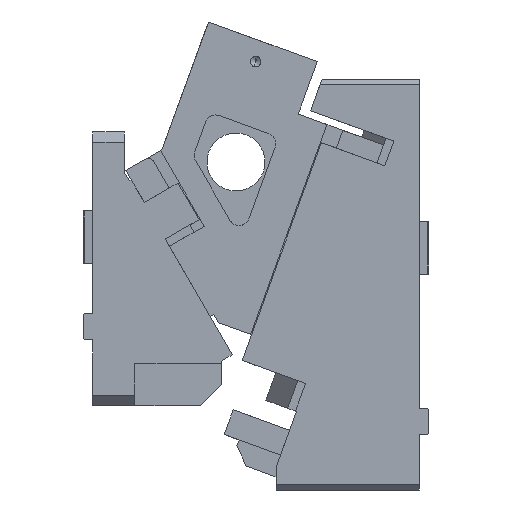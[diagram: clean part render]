
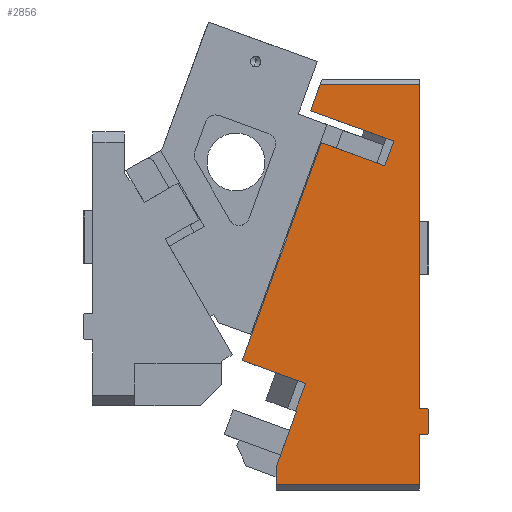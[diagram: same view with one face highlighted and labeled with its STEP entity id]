
A CAD part, left-side view. The second image highlights one B-rep face of the part: STEP entity #2856.
In plain terms, the highlighted planar face has unit normal (-1, 0, 0).
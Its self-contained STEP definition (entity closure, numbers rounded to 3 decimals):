
#407=CARTESIAN_POINT('Vertex',(-75.,-148.442,-40.587)) ;
#410=CARTESIAN_POINT('Line Origine',(-75.,-148.442,-194.337)) ;
#414=CARTESIAN_POINT('Vertex',(-75.,-148.442,-348.087)) ;
#1340=CARTESIAN_POINT('Line Origine',(-75.,-10.416,-313.467)) ;
#1344=CARTESIAN_POINT('Vertex',(-75.,-40.486,-324.412)) ;
#1346=CARTESIAN_POINT('Vertex',(-75.,19.654,-302.522)) ;
#1368=CARTESIAN_POINT('Line Origine',(-75.,-17.968,-199.156)) ;
#1372=CARTESIAN_POINT('Vertex',(-75.,-55.59,-95.79)) ;
#1391=CARTESIAN_POINT('Vertex',(-75.,-115.731,-117.679)) ;
#1394=CARTESIAN_POINT('Line Origine',(-75.,-85.661,-106.735)) ;
#1408=CARTESIAN_POINT('Line Origine',(-75.,-120.006,-105.933)) ;
#1412=CARTESIAN_POINT('Vertex',(-75.,-124.281,-94.187)) ;
#1424=CARTESIAN_POINT('Vertex',(-75.,-30.91,-350.723)) ;
#1427=CARTESIAN_POINT('Line Origine',(-75.,-35.698,-337.567)) ;
#1453=CARTESIAN_POINT('Line Origine',(-75.,-84.814,-79.822)) ;
#1457=CARTESIAN_POINT('Vertex',(-75.,-45.347,-65.457)) ;
#1518=CARTESIAN_POINT('Vertex',(-75.,-31.849,-351.065)) ;
#1521=CARTESIAN_POINT('Line Origine',(-75.,-31.38,-350.894)) ;
#1677=CARTESIAN_POINT('Line Origine',(-75.,-80.442,-420.587)) ;
#1681=CARTESIAN_POINT('Vertex',(-75.,-12.442,-420.587)) ;
#1683=CARTESIAN_POINT('Vertex',(-75.,-148.442,-420.587)) ;
#2337=CARTESIAN_POINT('Line Origine',(-75.,-12.442,-412.486)) ;
#2341=CARTESIAN_POINT('Vertex',(-75.,-12.442,-404.385)) ;
#2461=CARTESIAN_POINT('Line Origine',(-75.,-22.146,-377.725)) ;
#2635=CARTESIAN_POINT('Vertex',(-75.,-148.442,-373.087)) ;
#2638=CARTESIAN_POINT('Line Origine',(-75.,-148.442,-396.837)) ;
#2666=CARTESIAN_POINT('Line Origine',(-75.,-152.442,-373.087)) ;
#2670=CARTESIAN_POINT('Vertex',(-75.,-156.442,-373.087)) ;
#2699=CARTESIAN_POINT('Line Origine',(-75.,-152.442,-348.087)) ;
#2703=CARTESIAN_POINT('Vertex',(-75.,-156.442,-348.087)) ;
#2729=CARTESIAN_POINT('Vertex',(-75.,-157.442,-349.087)) ;
#2737=CARTESIAN_POINT('Line Origine',(-75.,-156.942,-348.587)) ;
#2761=CARTESIAN_POINT('Line Origine',(-75.,-157.442,-360.587)) ;
#2765=CARTESIAN_POINT('Vertex',(-75.,-157.442,-372.087)) ;
#2806=CARTESIAN_POINT('Line Origine',(-75.,-156.942,-372.587)) ;
#2818=CARTESIAN_POINT('Axis2P3D Location',(-75.,35.729,-346.688)) ;
#2823=CARTESIAN_POINT('Line Origine',(-75.,-101.421,-40.587)) ;
#2827=CARTESIAN_POINT('Vertex',(-75.,-54.399,-40.587)) ;
#2830=CARTESIAN_POINT('Line Origine',(-75.,-49.873,-53.022)) ;
#411=DIRECTION('Vector Direction',(0.,0.,-1.)) ;
#1341=DIRECTION('Vector Direction',(0.,0.94,0.342)) ;
#1369=DIRECTION('Vector Direction',(0.,0.342,-0.94)) ;
#1395=DIRECTION('Vector Direction',(0.,0.94,0.342)) ;
#1409=DIRECTION('Vector Direction',(0.,-0.342,0.94)) ;
#1428=DIRECTION('Vector Direction',(0.,-0.342,0.94)) ;
#1454=DIRECTION('Vector Direction',(0.,-0.94,-0.342)) ;
#1522=DIRECTION('Vector Direction',(0.,-0.94,-0.342)) ;
#1678=DIRECTION('Vector Direction',(0.,-1.,0.)) ;
#2338=DIRECTION('Vector Direction',(0.,0.,-1.)) ;
#2462=DIRECTION('Vector Direction',(0.,-0.342,0.94)) ;
#2639=DIRECTION('Vector Direction',(0.,0.,-1.)) ;
#2667=DIRECTION('Vector Direction',(0.,-1.,0.)) ;
#2700=DIRECTION('Vector Direction',(0.,-1.,0.)) ;
#2738=DIRECTION('Vector Direction',(0.,-0.707,-0.707)) ;
#2762=DIRECTION('Vector Direction',(0.,0.,-1.)) ;
#2807=DIRECTION('Vector Direction',(0.,-0.707,0.707)) ;
#2819=DIRECTION('Axis2P3D Direction',(-1.,0.,0.)) ;
#2820=DIRECTION('Axis2P3D XDirection',(0.,0.,1.)) ;
#2824=DIRECTION('Vector Direction',(0.,1.,0.)) ;
#2831=DIRECTION('Vector Direction',(0.,-0.342,0.94)) ;
#2821=AXIS2_PLACEMENT_3D('Plane Axis2P3D',#2818,#2819,#2820) ;
#2836=ORIENTED_EDGE('',*,*,#2767,.F.) ;
#2837=ORIENTED_EDGE('',*,*,#2741,.F.) ;
#2838=ORIENTED_EDGE('',*,*,#2705,.F.) ;
#2839=ORIENTED_EDGE('',*,*,#416,.F.) ;
#2840=ORIENTED_EDGE('',*,*,#2829,.T.) ;
#2841=ORIENTED_EDGE('',*,*,#2834,.F.) ;
#2842=ORIENTED_EDGE('',*,*,#1459,.T.) ;
#2843=ORIENTED_EDGE('',*,*,#1414,.F.) ;
#2844=ORIENTED_EDGE('',*,*,#1398,.T.) ;
#2845=ORIENTED_EDGE('',*,*,#1374,.T.) ;
#2846=ORIENTED_EDGE('',*,*,#1348,.F.) ;
#2847=ORIENTED_EDGE('',*,*,#1431,.F.) ;
#2848=ORIENTED_EDGE('',*,*,#1525,.T.) ;
#2849=ORIENTED_EDGE('',*,*,#2465,.F.) ;
#2850=ORIENTED_EDGE('',*,*,#2343,.T.) ;
#2851=ORIENTED_EDGE('',*,*,#1685,.T.) ;
#2852=ORIENTED_EDGE('',*,*,#2642,.F.) ;
#2853=ORIENTED_EDGE('',*,*,#2672,.T.) ;
#2854=ORIENTED_EDGE('',*,*,#2810,.F.) ;
#412=VECTOR('Line Direction',#411,1.) ;
#1342=VECTOR('Line Direction',#1341,1.) ;
#1370=VECTOR('Line Direction',#1369,1.) ;
#1396=VECTOR('Line Direction',#1395,1.) ;
#1410=VECTOR('Line Direction',#1409,1.) ;
#1429=VECTOR('Line Direction',#1428,1.) ;
#1455=VECTOR('Line Direction',#1454,1.) ;
#1523=VECTOR('Line Direction',#1522,1.) ;
#1679=VECTOR('Line Direction',#1678,1.) ;
#2339=VECTOR('Line Direction',#2338,1.) ;
#2463=VECTOR('Line Direction',#2462,1.) ;
#2640=VECTOR('Line Direction',#2639,1.) ;
#2668=VECTOR('Line Direction',#2667,1.) ;
#2701=VECTOR('Line Direction',#2700,1.) ;
#2739=VECTOR('Line Direction',#2738,1.) ;
#2763=VECTOR('Line Direction',#2762,1.) ;
#2808=VECTOR('Line Direction',#2807,1.) ;
#2825=VECTOR('Line Direction',#2824,1.) ;
#2832=VECTOR('Line Direction',#2831,1.) ;
#2856=ADVANCED_FACE('CAM HOLDER',(#2855),#2822,.T.) ;
#416=EDGE_CURVE('',#408,#415,#413,.T.) ;
#1348=EDGE_CURVE('',#1345,#1347,#1343,.T.) ;
#1374=EDGE_CURVE('',#1373,#1347,#1371,.T.) ;
#1398=EDGE_CURVE('',#1392,#1373,#1397,.T.) ;
#1414=EDGE_CURVE('',#1392,#1413,#1411,.T.) ;
#1431=EDGE_CURVE('',#1425,#1345,#1430,.T.) ;
#1459=EDGE_CURVE('',#1458,#1413,#1456,.T.) ;
#1525=EDGE_CURVE('',#1425,#1519,#1524,.T.) ;
#1685=EDGE_CURVE('',#1682,#1684,#1680,.T.) ;
#2343=EDGE_CURVE('',#2342,#1682,#2340,.T.) ;
#2465=EDGE_CURVE('',#2342,#1519,#2464,.T.) ;
#2642=EDGE_CURVE('',#2636,#1684,#2641,.T.) ;
#2672=EDGE_CURVE('',#2636,#2671,#2669,.T.) ;
#2705=EDGE_CURVE('',#415,#2704,#2702,.T.) ;
#2741=EDGE_CURVE('',#2704,#2730,#2740,.T.) ;
#2767=EDGE_CURVE('',#2730,#2766,#2764,.T.) ;
#2810=EDGE_CURVE('',#2766,#2671,#2809,.F.) ;
#2829=EDGE_CURVE('',#408,#2828,#2826,.T.) ;
#2834=EDGE_CURVE('',#1458,#2828,#2833,.T.) ;
#2835=EDGE_LOOP('',(#2836,#2837,#2838,#2839,#2840,#2841,#2842,#2843,#2844,#2845,#2846,#2847,#2848,#2849,#2850,#2851,#2852,#2853,#2854)) ;
#2855=FACE_OUTER_BOUND('',#2835,.T.) ;
#413=LINE('Line',#410,#412) ;
#1343=LINE('Line',#1340,#1342) ;
#1371=LINE('Line',#1368,#1370) ;
#1397=LINE('Line',#1394,#1396) ;
#1411=LINE('Line',#1408,#1410) ;
#1430=LINE('Line',#1427,#1429) ;
#1456=LINE('Line',#1453,#1455) ;
#1524=LINE('Line',#1521,#1523) ;
#1680=LINE('Line',#1677,#1679) ;
#2340=LINE('Line',#2337,#2339) ;
#2464=LINE('Line',#2461,#2463) ;
#2641=LINE('Line',#2638,#2640) ;
#2669=LINE('Line',#2666,#2668) ;
#2702=LINE('Line',#2699,#2701) ;
#2740=LINE('Line',#2737,#2739) ;
#2764=LINE('Line',#2761,#2763) ;
#2809=LINE('Line',#2806,#2808) ;
#2826=LINE('Line',#2823,#2825) ;
#2833=LINE('Line',#2830,#2832) ;
#2822=PLANE('Plane',#2821) ;
#408=VERTEX_POINT('',#407) ;
#415=VERTEX_POINT('',#414) ;
#1345=VERTEX_POINT('',#1344) ;
#1347=VERTEX_POINT('',#1346) ;
#1373=VERTEX_POINT('',#1372) ;
#1392=VERTEX_POINT('',#1391) ;
#1413=VERTEX_POINT('',#1412) ;
#1425=VERTEX_POINT('',#1424) ;
#1458=VERTEX_POINT('',#1457) ;
#1519=VERTEX_POINT('',#1518) ;
#1682=VERTEX_POINT('',#1681) ;
#1684=VERTEX_POINT('',#1683) ;
#2342=VERTEX_POINT('',#2341) ;
#2636=VERTEX_POINT('',#2635) ;
#2671=VERTEX_POINT('',#2670) ;
#2704=VERTEX_POINT('',#2703) ;
#2730=VERTEX_POINT('',#2729) ;
#2766=VERTEX_POINT('',#2765) ;
#2828=VERTEX_POINT('',#2827) ;
